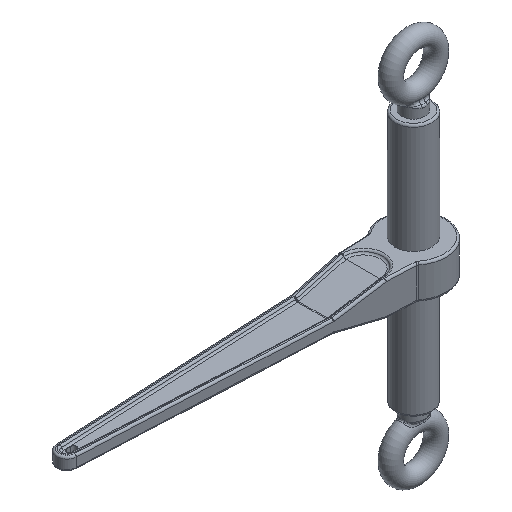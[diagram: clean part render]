
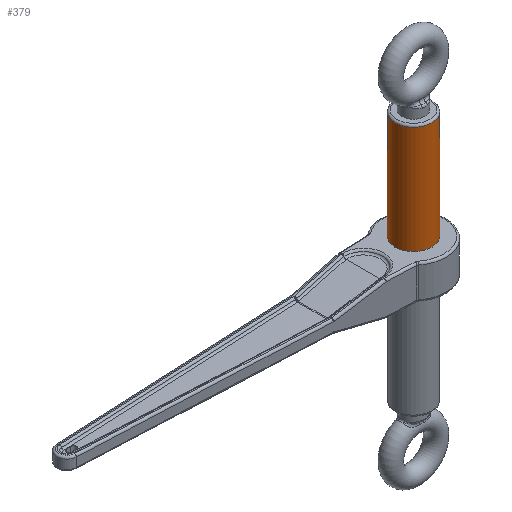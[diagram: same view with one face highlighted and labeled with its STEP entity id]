
A CAD part, isometric view. The second image highlights one B-rep face of the part: STEP entity #379.
In plain terms, the highlighted cylindrical face has radius 18.5 mm (diameter 37 mm), a full revolution.
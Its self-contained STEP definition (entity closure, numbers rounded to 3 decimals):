
#266=CYLINDRICAL_SURFACE('',#6529,18.5);
#379=ADVANCED_FACE('',(#1317,#1318),#266,.T.);
#1184=CIRCLE('',#6478,18.5);
#1214=CIRCLE('',#6524,18.5);
#1317=FACE_BOUND('',#1403,.T.);
#1318=FACE_BOUND('',#1404,.T.);
#1403=EDGE_LOOP('',(#2675));
#1404=EDGE_LOOP('',(#2676));
#2675=ORIENTED_EDGE('',*,*,#5019,.F.);
#2676=ORIENTED_EDGE('',*,*,#4950,.T.);
#4352=VERTEX_POINT('',#8764);
#4385=VERTEX_POINT('',#9358);
#4950=EDGE_CURVE('',#4352,#4352,#1184,.T.);
#5019=EDGE_CURVE('',#4385,#4385,#1214,.T.);
#6478=AXIS2_PLACEMENT_3D('',#8763,#6961,#6962);
#6524=AXIS2_PLACEMENT_3D('',#9357,#7059,#7060);
#6529=AXIS2_PLACEMENT_3D('',#9424,#7069,#7070);
#6961=DIRECTION('',(0.,0.,1.));
#6962=DIRECTION('',(1.,0.,0.));
#7059=DIRECTION('',(0.,0.,1.));
#7060=DIRECTION('',(-1.,0.,0.));
#7069=DIRECTION('',(0.,0.,-1.));
#7070=DIRECTION('',(1.,0.,0.));
#8763=CARTESIAN_POINT('',(0.,0.,143.));
#8764=CARTESIAN_POINT('',(18.5,0.,143.));
#9357=CARTESIAN_POINT('',(0.,0.,250.));
#9358=CARTESIAN_POINT('',(-18.5,0.,250.));
#9424=CARTESIAN_POINT('',(0.,0.,252.));
